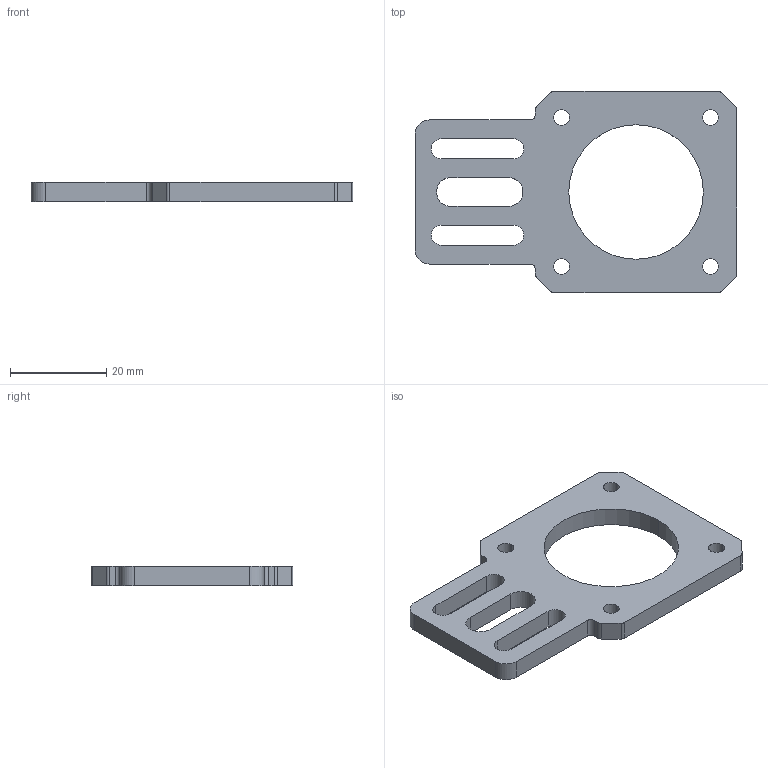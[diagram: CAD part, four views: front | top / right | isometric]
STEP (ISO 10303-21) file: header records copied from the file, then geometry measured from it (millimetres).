
FILE_DESCRIPTION (( 'STEP AP203' ), '1' );
FILE_NAME ('OMG V2 A-04 Mounting plate.STEP', '2021-03-07T14:23:35', ( '倢毞' ), ( '倢毞馱釬弅' ), 'SwSTEP 2.0', 'SolidWorks 2017', '' );
FILE_SCHEMA (( 'CONFIG_CONTROL_DESIGN' ));
Length unit declared in the file: millimetre
Products named in the file (1): OMG V2  A-04  Mounting plate
Bounding box: 67 x 42 x 4 mm (x, y, z)
Volume: 6327.8 mm3; surface area: 5022.7 mm2
Topology: 1 solids, 1 shells, 51 faces, 147 edges, 98 vertices
Faces by surface type: cylinder 31, plane 20
Entity records: 1812 total; most frequent: DIRECTION 313, CARTESIAN_POINT 297, ORIENTED_EDGE 294, EDGE_CURVE 147, AXIS2_PLACEMENT_3D 114, VERTEX_POINT 98, LINE 85, VECTOR 85
